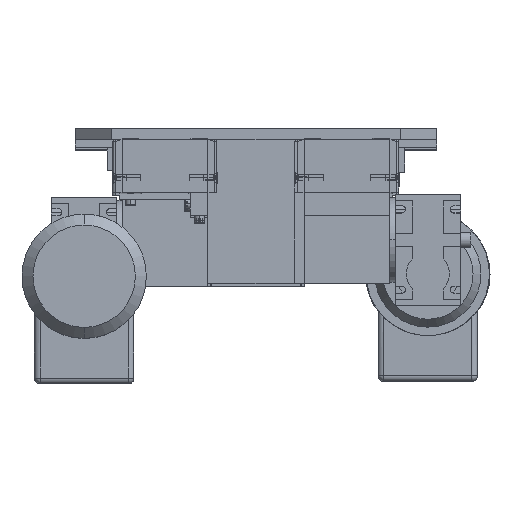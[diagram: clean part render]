
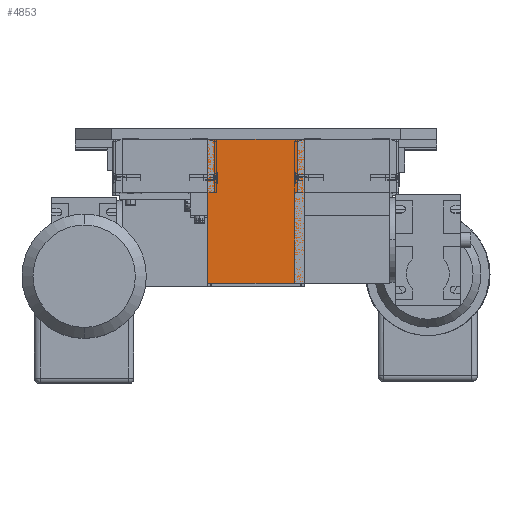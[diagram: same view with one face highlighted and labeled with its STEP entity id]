
A CAD part, top view. The second image highlights one B-rep face of the part: STEP entity #4853.
In plain terms, the highlighted planar face has unit normal (0, 0, 1).
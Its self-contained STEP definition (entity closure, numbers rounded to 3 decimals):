
#4853=ADVANCED_FACE('',(#8471),#8472,.T.);
#8471=FACE_OUTER_BOUND('',#13236,.T.);
#8472=PLANE('',#13237);
#13236=EDGE_LOOP('',(#21233,#21234,#21235,#21236));
#13237=AXIS2_PLACEMENT_3D('',#21237,#21238,#21239);
#21233=ORIENTED_EDGE('',*,*,#29822,.T.);
#21234=ORIENTED_EDGE('',*,*,#30044,.T.);
#21235=ORIENTED_EDGE('',*,*,#30045,.F.);
#21236=ORIENTED_EDGE('',*,*,#29365,.T.);
#21237=CARTESIAN_POINT('',(-123.0,-128.0,0.));
#21238=DIRECTION('',(0.,0.0,1.0));
#21239=DIRECTION('',(1.0,0.0,0.));
#29365=EDGE_CURVE('',#35009,#35006,#35010,.T.);
#29822=EDGE_CURVE('',#35006,#35761,#35763,.T.);
#30044=EDGE_CURVE('',#35761,#36088,#36089,.T.);
#30045=EDGE_CURVE('',#35009,#36088,#36090,.T.);
#35006=VERTEX_POINT('',#44023);
#35009=VERTEX_POINT('',#44027);
#35010=LINE('',#44028,#44029);
#35761=VERTEX_POINT('',#45231);
#35763=LINE('',#45234,#45235);
#36088=VERTEX_POINT('',#45691);
#36089=LINE('',#45692,#45693);
#36090=LINE('',#45694,#45695);
#44023=CARTESIAN_POINT('',(-38.0,-128.0,0.));
#44027=CARTESIAN_POINT('',(-123.0,-128.0,0.));
#44028=CARTESIAN_POINT('',(-123.0,-128.0,0.));
#44029=VECTOR('',#52658,1.0);
#45231=CARTESIAN_POINT('',(-38.0,-0.5,0.));
#45234=CARTESIAN_POINT('',(-38.0,-128.0,0.));
#45235=VECTOR('',#53236,1.0);
#45691=CARTESIAN_POINT('',(-123.0,-0.5,0.));
#45692=CARTESIAN_POINT('',(-38.0,-0.5,0.));
#45693=VECTOR('',#53531,1.0);
#45694=CARTESIAN_POINT('',(-123.0,-128.0,0.));
#45695=VECTOR('',#53532,1.0);
#52658=DIRECTION('',(1.0,0.0,0.));
#53236=DIRECTION('',(0.0,1.0,0.0));
#53531=DIRECTION('',(-1.0,0.0,0.));
#53532=DIRECTION('',(0.0,1.0,0.0));
